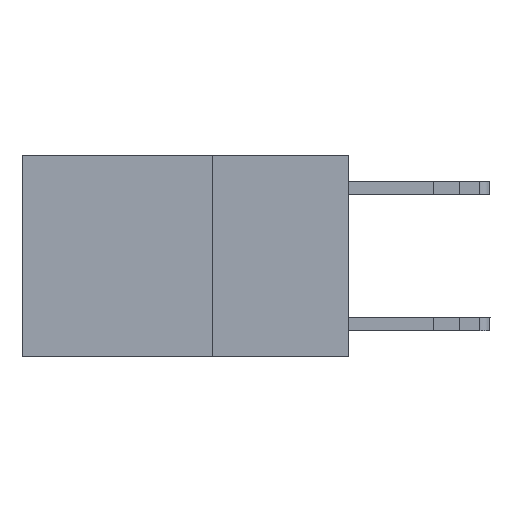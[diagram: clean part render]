
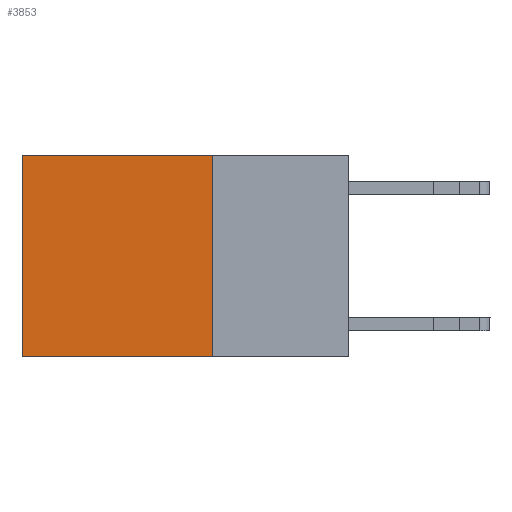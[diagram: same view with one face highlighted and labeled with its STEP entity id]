
A CAD part, left-side view. The second image highlights one B-rep face of the part: STEP entity #3853.
In plain terms, the highlighted planar face has unit normal (-1, 0, 0).
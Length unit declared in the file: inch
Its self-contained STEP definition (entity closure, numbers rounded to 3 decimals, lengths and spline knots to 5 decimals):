
#834 = DIRECTION ( 'NONE',  ( 1., 0., 0. ) ) ;
#1648 = CARTESIAN_POINT ( 'NONE',  ( 0.2625, 0.25, 0. ) ) ;
#1651 = ORIENTED_EDGE ( 'NONE', *, *, #5731, .T. ) ;
#2049 = LINE ( 'NONE', #12532, #8200 ) ;
#2150 = CARTESIAN_POINT ( 'NONE',  ( 0.2625, 0.25, -0.37 ) ) ;
#2211 = VECTOR ( 'NONE', #11343, 39.37008 ) ;
#3823 = ORIENTED_EDGE ( 'NONE', *, *, #11676, .T. ) ;
#3853 = ADVANCED_FACE ( 'NONE', ( #13301 ), #5809, .F. ) ;
#4263 = AXIS2_PLACEMENT_3D ( 'NONE', #6960, #834, #9430 ) ;
#4847 = ORIENTED_EDGE ( 'NONE', *, *, #14618, .F. ) ;
#5314 = LINE ( 'NONE', #8431, #8157 ) ;
#5731 = EDGE_CURVE ( 'NONE', #15188, #8797, #2049, .T. ) ;
#5794 = ORIENTED_EDGE ( 'NONE', *, *, #14836, .F. ) ;
#5809 = PLANE ( 'NONE',  #4263 ) ;
#6314 = VERTEX_POINT ( 'NONE', #7681 ) ;
#6825 = VERTEX_POINT ( 'NONE', #12823 ) ;
#6960 = CARTESIAN_POINT ( 'NONE',  ( 0.2625, 0.25, 0. ) ) ;
#7388 = CARTESIAN_POINT ( 'NONE',  ( 0.2625, 0.6, 0. ) ) ;
#7681 = CARTESIAN_POINT ( 'NONE',  ( 0.2625, 0.6, -0.37 ) ) ;
#8157 = VECTOR ( 'NONE', #14138, 39.37008 ) ;
#8200 = VECTOR ( 'NONE', #13656, 39.37008 ) ;
#8431 = CARTESIAN_POINT ( 'NONE',  ( 0.2625, 0.6, 0. ) ) ;
#8797 = VERTEX_POINT ( 'NONE', #7388 ) ;
#9430 = DIRECTION ( 'NONE',  ( 0., 0., -1. ) ) ;
#9431 = EDGE_LOOP ( 'NONE', ( #3823, #5794, #4847, #1651 ) ) ;
#9457 = DIRECTION ( 'NONE',  ( 0., 1., 0. ) ) ;
#11343 = DIRECTION ( 'NONE',  ( 0., 0., -1. ) ) ;
#11446 = LINE ( 'NONE', #1648, #2211 ) ;
#11676 = EDGE_CURVE ( 'NONE', #8797, #6314, #5314, .T. ) ;
#12231 = CARTESIAN_POINT ( 'NONE',  ( 0.2625, 0.25, 0. ) ) ;
#12483 = VECTOR ( 'NONE', #9457, 39.37008 ) ;
#12532 = CARTESIAN_POINT ( 'NONE',  ( 0.2625, 0.25, 0. ) ) ;
#12823 = CARTESIAN_POINT ( 'NONE',  ( 0.2625, 0.25, -0.37 ) ) ;
#13189 = LINE ( 'NONE', #2150, #12483 ) ;
#13301 = FACE_OUTER_BOUND ( 'NONE', #9431, .T. ) ;
#13656 = DIRECTION ( 'NONE',  ( 0., 1., 0. ) ) ;
#14138 = DIRECTION ( 'NONE',  ( 0., 0., -1. ) ) ;
#14618 = EDGE_CURVE ( 'NONE', #15188, #6825, #11446, .T. ) ;
#14836 = EDGE_CURVE ( 'NONE', #6825, #6314, #13189, .T. ) ;
#15188 = VERTEX_POINT ( 'NONE', #12231 ) ;
